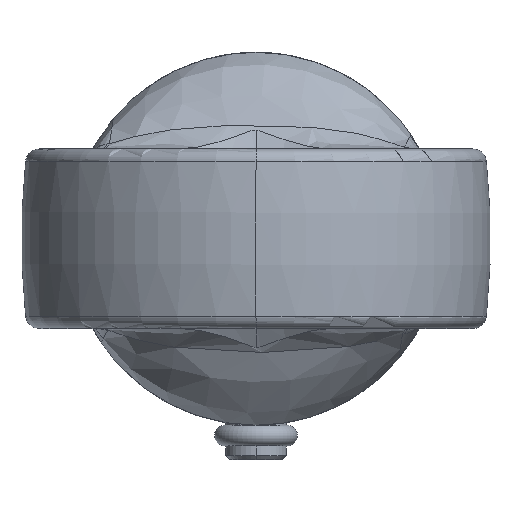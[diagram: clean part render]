
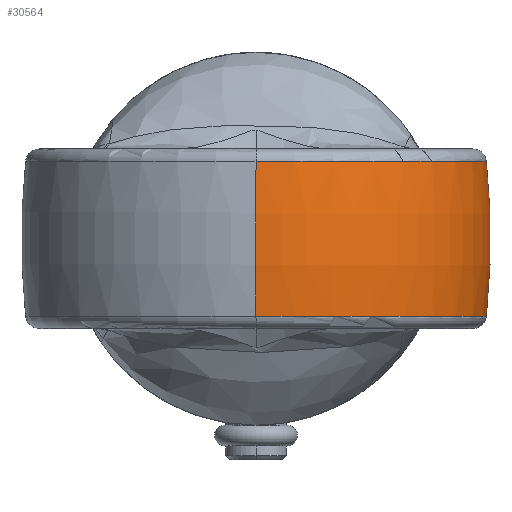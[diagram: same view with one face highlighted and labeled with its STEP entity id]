
A CAD part, left-side view. The second image highlights one B-rep face of the part: STEP entity #30564.
In plain terms, the highlighted toroidal (fillet/blend) face has major radius 33 mm and minor radius 50 mm.
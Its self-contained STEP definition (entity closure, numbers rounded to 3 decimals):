
#1341=CARTESIAN_POINT('',(10.732,-12.774,-5.612));
#1342=VERTEX_POINT('',#1341);
#1810=CARTESIAN_POINT('',(10.646,-12.846,5.612));
#1811=VERTEX_POINT('',#1810);
#1824=CARTESIAN_POINT('',(10.732,-12.774,-5.612));
#1825=CARTESIAN_POINT('',(10.636,-12.995,-4.663));
#1826=CARTESIAN_POINT('',(10.562,-13.158,-3.697));
#1827=CARTESIAN_POINT('',(10.513,-13.265,-2.724));
#1828=CARTESIAN_POINT('',(10.409,-13.488,-0.698));
#1829=CARTESIAN_POINT('',(10.406,-13.473,1.36));
#1830=CARTESIAN_POINT('',(10.501,-13.223,3.383));
#1831=CARTESIAN_POINT('',(10.536,-13.13,4.132));
#1832=CARTESIAN_POINT('',(10.585,-13.005,4.877));
#1833=CARTESIAN_POINT('',(10.646,-12.846,5.612));
#1834=B_SPLINE_CURVE_WITH_KNOTS('',3,(#1824,#1825,#1826,#1827,#1828,#1829,#1830,#1831,#1832,#1833),.UNSPECIFIED.,.F.,.F.,(4,3,3,4),(0.,0.259,0.8,1.),.UNSPECIFIED.);
#1835=EDGE_CURVE('',#1342,#1811,#1834,.T.);
#2485=CARTESIAN_POINT('',(-16.684,0.,5.612));
#2486=VERTEX_POINT('',#2485);
#2494=CARTESIAN_POINT('',(0.,0.,5.612));
#2495=DIRECTION('',(0.,-0.,1.));
#2496=DIRECTION('',(1.,0.,0.));
#2497=AXIS2_PLACEMENT_3D('',#2494,#2495,#2496);
#2498=CIRCLE('',#2497,16.684);
#2499=EDGE_CURVE('',#2486,#1811,#2498,.T.);
#30539=CARTESIAN_POINT('',(-0.,-0.,0.));
#30540=DIRECTION('',(0.,0.,1.));
#30541=DIRECTION('',(1.,0.,-0.));
#30542=AXIS2_PLACEMENT_3D('',#30539,#30540,#30541);
#30543=DEGENERATE_TOROIDAL_SURFACE('',#30542,33.,50.,.F.);
#30544=CARTESIAN_POINT('',(-16.684,0.001,-5.612));
#30545=VERTEX_POINT('',#30544);
#30546=CARTESIAN_POINT('',(33.,-0.003,0.));
#30547=DIRECTION('',(0.,-1.,0.));
#30548=DIRECTION('',(-1.,0.,0.));
#30549=AXIS2_PLACEMENT_3D('',#30546,#30547,#30548);
#30550=CIRCLE('',#30549,50.);
#30551=EDGE_CURVE('',#2486,#30545,#30550,.T.);
#30552=ORIENTED_EDGE('',*,*,#30551,.T.);
#30553=CARTESIAN_POINT('',(-0.,-0.,-5.612));
#30554=DIRECTION('',(0.,0.,1.));
#30555=DIRECTION('',(1.,-0.,-0.));
#30556=AXIS2_PLACEMENT_3D('',#30553,#30554,#30555);
#30557=CIRCLE('',#30556,16.684);
#30558=EDGE_CURVE('',#30545,#1342,#30557,.T.);
#30559=ORIENTED_EDGE('',*,*,#30558,.T.);
#30560=ORIENTED_EDGE('',*,*,#1835,.T.);
#30561=ORIENTED_EDGE('',*,*,#2499,.F.);
#30562=EDGE_LOOP('',(#30552,#30559,#30560,#30561));
#30563=FACE_BOUND('',#30562,.T.);
#30564=ADVANCED_FACE('',(#30563),#30543,.F.);
